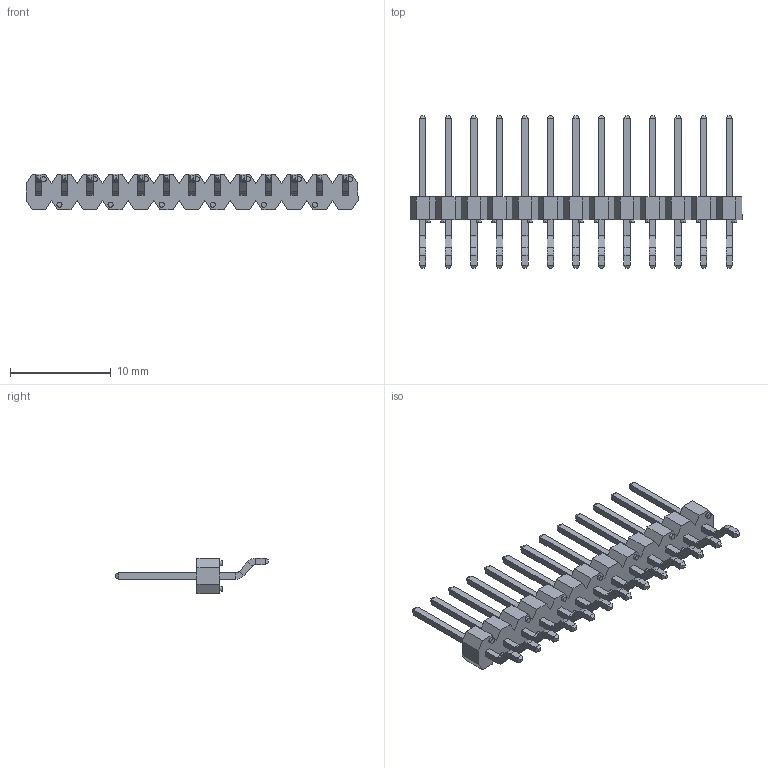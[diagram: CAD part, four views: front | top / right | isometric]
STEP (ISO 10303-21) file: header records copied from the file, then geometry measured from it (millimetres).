
FILE_DESCRIPTION (( 'STEP AP203' ), '1' );
FILE_NAME ('_ _C13SGSN-M89.step', '2018-07-25T06:07:03', ( 'LUANN HERRING' ), ( 'SULLINS' ), 'SwSTEP 2.0', 'SolidWorks 2016', '' );
FILE_SCHEMA (( 'CONFIG_CONTROL_DESIGN' ));
Length unit declared in the file: inch
Products named in the file (2): _ _C13SGSN-M89
Bounding box: 33.02 x 15.19 x 3.56 mm (x, y, z)
Volume: 303.8 mm3; surface area: 865.5 mm2
Topology: 1 solids, 1 shells, 563 faces, 1254 edges, 732 vertices
Faces by surface type: plane 485, cylinder 78
Entity records: 15145 total; most frequent: CARTESIAN_POINT 2551, DIRECTION 2540, ORIENTED_EDGE 2508, EDGE_CURVE 1254, LINE 1098, VECTOR 1098, VERTEX_POINT 732, AXIS2_PLACEMENT_3D 721
